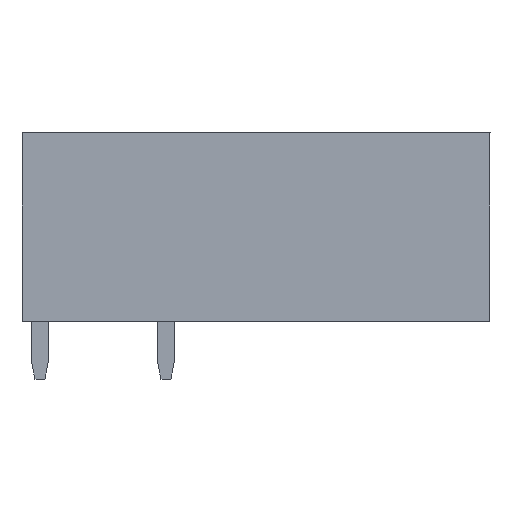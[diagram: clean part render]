
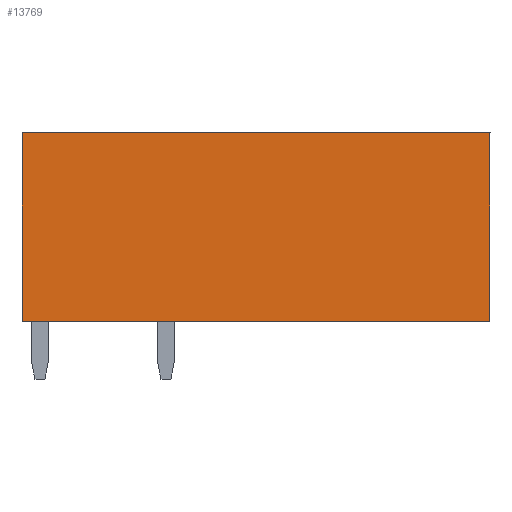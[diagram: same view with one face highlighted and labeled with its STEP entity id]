
A CAD part, left-side view. The second image highlights one B-rep face of the part: STEP entity #13769.
In plain terms, the highlighted planar face has unit normal (-1, 0, 0).
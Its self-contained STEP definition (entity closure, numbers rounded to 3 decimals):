
#13761=AXIS2_PLACEMENT_3D('Plane Axis2P3D',#13758,#13759,#13760) ;
#301=CARTESIAN_POINT('Vertex',(0.,28.3,3.5)) ;
#304=CARTESIAN_POINT('Line Origine',(0.,28.3,9.2)) ;
#308=CARTESIAN_POINT('Vertex',(0.,28.3,14.9)) ;
#594=CARTESIAN_POINT('Vertex',(0.,0.,3.5)) ;
#597=CARTESIAN_POINT('Line Origine',(0.,14.15,3.5)) ;
#722=CARTESIAN_POINT('Vertex',(0.,0.,14.9)) ;
#725=CARTESIAN_POINT('Line Origine',(0.,0.,9.2)) ;
#2727=CARTESIAN_POINT('Line Origine',(0.,14.15,14.9)) ;
#13758=CARTESIAN_POINT('Axis2P3D Location',(0.,0.,14.9)) ;
#305=DIRECTION('Vector Direction',(0.,0.,-1.)) ;
#598=DIRECTION('Vector Direction',(0.,1.,0.)) ;
#726=DIRECTION('Vector Direction',(0.,0.,-1.)) ;
#2728=DIRECTION('Vector Direction',(0.,1.,0.)) ;
#13759=DIRECTION('Axis2P3D Direction',(1.,-0.,0.)) ;
#13760=DIRECTION('Axis2P3D XDirection',(0.,0.,-1.)) ;
#306=VECTOR('Line Direction',#305,1.) ;
#599=VECTOR('Line Direction',#598,1.) ;
#727=VECTOR('Line Direction',#726,1.) ;
#2729=VECTOR('Line Direction',#2728,1.) ;
#13764=ORIENTED_EDGE('',*,*,#310,.T.) ;
#13765=ORIENTED_EDGE('',*,*,#601,.F.) ;
#13766=ORIENTED_EDGE('',*,*,#729,.F.) ;
#13767=ORIENTED_EDGE('',*,*,#2731,.T.) ;
#13769=ADVANCED_FACE('HOUSING',(#13768),#13762,.F.) ;
#310=EDGE_CURVE('',#309,#302,#307,.T.) ;
#601=EDGE_CURVE('',#595,#302,#600,.T.) ;
#729=EDGE_CURVE('',#723,#595,#728,.T.) ;
#2731=EDGE_CURVE('',#723,#309,#2730,.T.) ;
#13763=EDGE_LOOP('',(#13764,#13765,#13766,#13767)) ;
#13768=FACE_OUTER_BOUND('',#13763,.T.) ;
#307=LINE('Line',#304,#306) ;
#600=LINE('Line',#597,#599) ;
#728=LINE('Line',#725,#727) ;
#2730=LINE('Line',#2727,#2729) ;
#13762=PLANE('',#13761) ;
#302=VERTEX_POINT('',#301) ;
#309=VERTEX_POINT('',#308) ;
#595=VERTEX_POINT('',#594) ;
#723=VERTEX_POINT('',#722) ;
